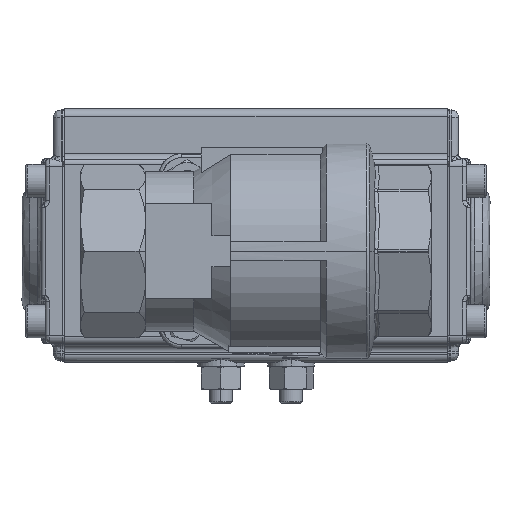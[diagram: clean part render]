
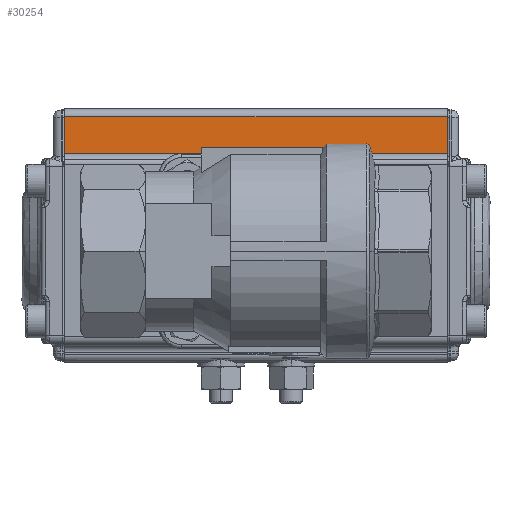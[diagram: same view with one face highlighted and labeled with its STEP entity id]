
A CAD part, front view. The second image highlights one B-rep face of the part: STEP entity #30254.
In plain terms, the highlighted planar face has unit normal (0, 1, 0).
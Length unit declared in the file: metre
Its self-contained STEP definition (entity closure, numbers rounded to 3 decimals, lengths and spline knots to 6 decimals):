
#3415 = DIRECTION ( 'NONE',  ( 1., 0., 0. ) ) ;
#6072 = ORIENTED_EDGE ( 'NONE', *, *, #33071, .T. ) ;
#6074 = DIRECTION ( 'NONE',  ( 0., 0., 1. ) ) ;
#8751 = CARTESIAN_POINT ( 'NONE',  ( -0.06203, 0.014081, 0.116514 ) ) ;
#14609 = DIRECTION ( 'NONE',  ( -1., 0., 0. ) ) ;
#15345 = VECTOR ( 'NONE', #84099, 1. ) ;
#16064 = CARTESIAN_POINT ( 'NONE',  ( -0.06203, 0.014081, 0.1261 ) ) ;
#17399 = LINE ( 'NONE', #16064, #32295 ) ;
#19830 = ORIENTED_EDGE ( 'NONE', *, *, #86664, .T. ) ;
#22783 = LINE ( 'NONE', #50358, #36290 ) ;
#23555 = CARTESIAN_POINT ( 'NONE',  ( -0.06203, 0.014081, 0.1261 ) ) ;
#24432 = VERTEX_POINT ( 'NONE', #75790 ) ;
#27674 = EDGE_CURVE ( 'NONE', #50879, #24432, #84997, .T. ) ;
#28478 = ORIENTED_EDGE ( 'NONE', *, *, #27674, .T. ) ;
#30254 = ADVANCED_FACE ( 'NONE', ( #50321 ), #43075, .T. ) ;
#31749 = EDGE_LOOP ( 'NONE', ( #19830, #28478, #6072, #68107 ) ) ;
#32295 = VECTOR ( 'NONE', #3415, 1. ) ;
#33071 = EDGE_CURVE ( 'NONE', #24432, #74713, #84074, .T. ) ;
#36290 = VECTOR ( 'NONE', #6074, 1. ) ;
#36530 = VERTEX_POINT ( 'NONE', #23555 ) ;
#42837 = AXIS2_PLACEMENT_3D ( 'NONE', #62957, #76469, #83226 ) ;
#43075 = PLANE ( 'NONE',  #42837 ) ;
#44691 = VECTOR ( 'NONE', #14609, 1. ) ;
#50065 = CARTESIAN_POINT ( 'NONE',  ( -0.06203, 0.014081, 0.116514 ) ) ;
#50321 = FACE_OUTER_BOUND ( 'NONE', #31749, .T. ) ;
#50358 = CARTESIAN_POINT ( 'NONE',  ( -0.06203, 0.014081, 0.1156 ) ) ;
#50879 = VERTEX_POINT ( 'NONE', #80418 ) ;
#62957 = CARTESIAN_POINT ( 'NONE',  ( -0.06203, 0.014081, 0.1156 ) ) ;
#68107 = ORIENTED_EDGE ( 'NONE', *, *, #71132, .T. ) ;
#70174 = CARTESIAN_POINT ( 'NONE',  ( 0.03597, 0.014081, 0.1156 ) ) ;
#71132 = EDGE_CURVE ( 'NONE', #74713, #36530, #22783, .T. ) ;
#74713 = VERTEX_POINT ( 'NONE', #50065 ) ;
#75790 = CARTESIAN_POINT ( 'NONE',  ( 0.03597, 0.014081, 0.116514 ) ) ;
#76469 = DIRECTION ( 'NONE',  ( 0., 1., 0. ) ) ;
#80418 = CARTESIAN_POINT ( 'NONE',  ( 0.03597, 0.014081, 0.1261 ) ) ;
#83226 = DIRECTION ( 'NONE',  ( -1., 0., 0. ) ) ;
#84074 = LINE ( 'NONE', #8751, #44691 ) ;
#84099 = DIRECTION ( 'NONE',  ( 0., 0., -1. ) ) ;
#84997 = LINE ( 'NONE', #70174, #15345 ) ;
#86664 = EDGE_CURVE ( 'NONE', #36530, #50879, #17399, .T. ) ;
